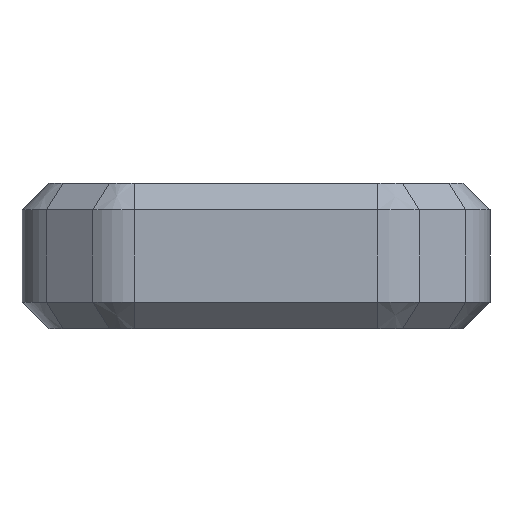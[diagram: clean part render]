
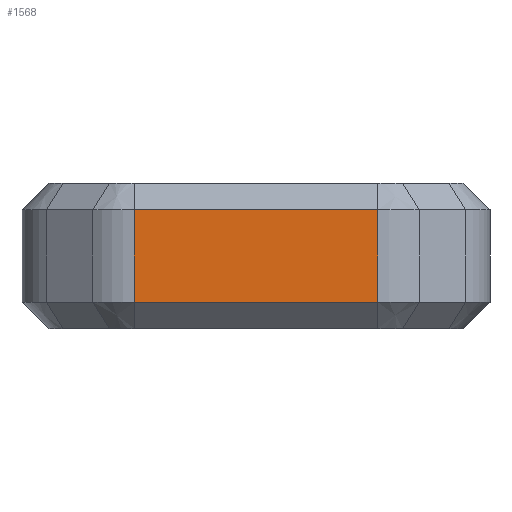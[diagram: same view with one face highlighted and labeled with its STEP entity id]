
A CAD part, front view. The second image highlights one B-rep face of the part: STEP entity #1568.
In plain terms, the highlighted planar face has unit normal (0, -1, 0).
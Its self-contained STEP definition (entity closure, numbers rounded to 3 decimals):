
#1529=CARTESIAN_POINT('',(0.,-35.879,0.076));
#1530=DIRECTION('',(0.,-1.,0.));
#1531=DIRECTION('',(0.,0.,-1.));
#1532=AXIS2_PLACEMENT_3D('',#1529,#1530,#1531);
#1533=PLANE('',#1532);
#1534=CARTESIAN_POINT('',(9.235,-35.879,-3.724));
#1535=VERTEX_POINT('',#1534);
#1536=CARTESIAN_POINT('',(9.235,-35.879,3.276));
#1537=VERTEX_POINT('',#1536);
#1538=CARTESIAN_POINT('',(9.235,-35.879,-3.724));
#1539=DIRECTION('',(0.,0.,1.));
#1540=VECTOR('',#1539,7.);
#1541=LINE('',#1538,#1540);
#1542=EDGE_CURVE('',#1535,#1537,#1541,.T.);
#1543=ORIENTED_EDGE('',*,*,#1542,.T.);
#1544=CARTESIAN_POINT('',(-9.235,-35.879,3.276));
#1545=VERTEX_POINT('',#1544);
#1546=CARTESIAN_POINT('',(9.235,-35.879,3.276));
#1547=DIRECTION('',(-1.,-0.,0.));
#1548=VECTOR('',#1547,18.47);
#1549=LINE('',#1546,#1548);
#1550=EDGE_CURVE('',#1537,#1545,#1549,.T.);
#1551=ORIENTED_EDGE('',*,*,#1550,.T.);
#1552=CARTESIAN_POINT('',(-9.235,-35.879,-3.724));
#1553=VERTEX_POINT('',#1552);
#1554=CARTESIAN_POINT('',(-9.235,-35.879,3.276));
#1555=DIRECTION('',(0.,0.,-1.));
#1556=VECTOR('',#1555,7.);
#1557=LINE('',#1554,#1556);
#1558=EDGE_CURVE('',#1545,#1553,#1557,.T.);
#1559=ORIENTED_EDGE('',*,*,#1558,.T.);
#1560=CARTESIAN_POINT('',(-9.235,-35.879,-3.724));
#1561=DIRECTION('',(1.,0.,0.));
#1562=VECTOR('',#1561,18.47);
#1563=LINE('',#1560,#1562);
#1564=EDGE_CURVE('',#1553,#1535,#1563,.T.);
#1565=ORIENTED_EDGE('',*,*,#1564,.T.);
#1566=EDGE_LOOP('',(#1543,#1551,#1559,#1565));
#1567=FACE_BOUND('',#1566,.T.);
#1568=ADVANCED_FACE('',(#1567),#1533,.T.);
